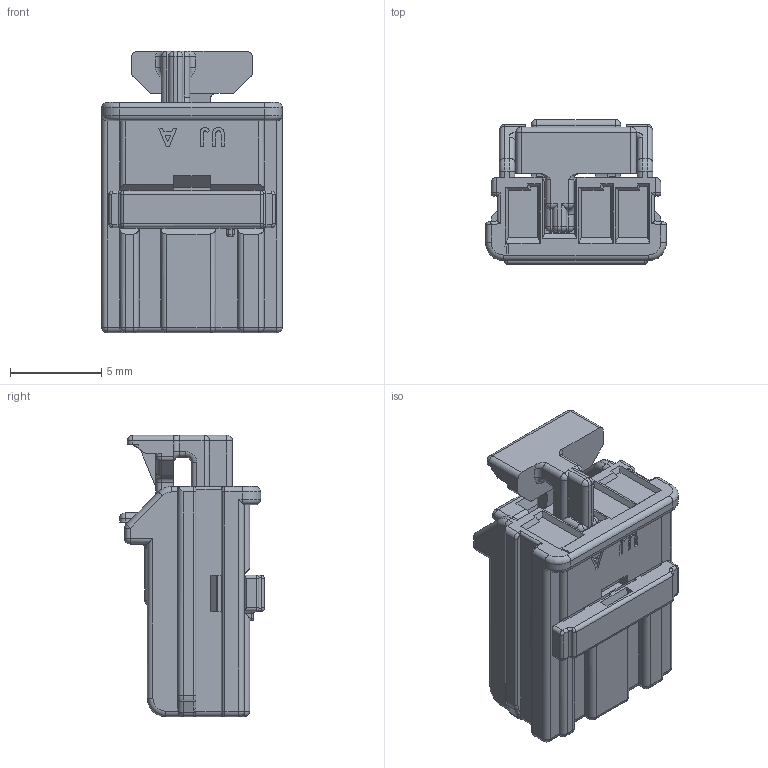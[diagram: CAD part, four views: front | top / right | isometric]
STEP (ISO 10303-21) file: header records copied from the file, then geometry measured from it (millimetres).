
FILE_DESCRIPTION (( 'STEP AP214' ), '1' );
FILE_NAME ('C_020_D_C_3F_ASSY_(A)_Rev.B.STEP', '2020-11-18T00:26:07', ( '' ), ( '' ), 'SwSTEP 2.0', 'SolidWorks 2019', '' );
FILE_SCHEMA (( 'AUTOMOTIVE_DESIGN' ));
Length unit declared in the file: millimetre
Products named in the file (1): C_020_D_C_3F_ASSY_(A)_Rev.B
Bounding box: 9.9 x 7.92 x 15.4 mm (x, y, z)
Volume: 571.9 mm3; surface area: 829.3 mm2
Topology: 1 solids, 1 shells, 661 faces, 1692 edges, 1007 vertices
Faces by surface type: plane 295, cylinder 239, bspline 54, torus 41, sphere 32
Entity records: 28331 total; most frequent: CARTESIAN_POINT 5637, ORIENTED_EDGE 3312, DIRECTION 3122, EDGE_CURVE 1656, LINE 1058, VECTOR 1058, AXIS2_PLACEMENT_3D 1032, VERTEX_POINT 1007
